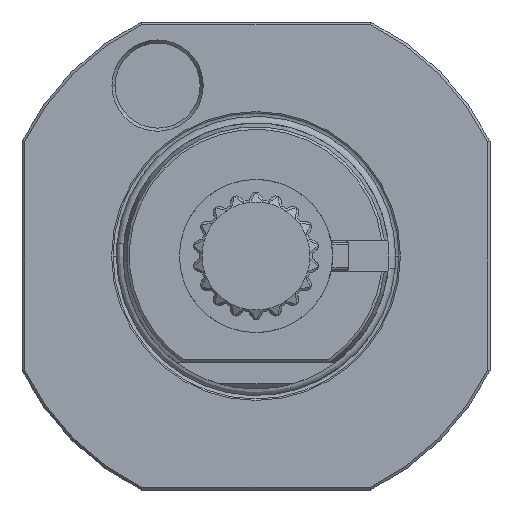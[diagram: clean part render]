
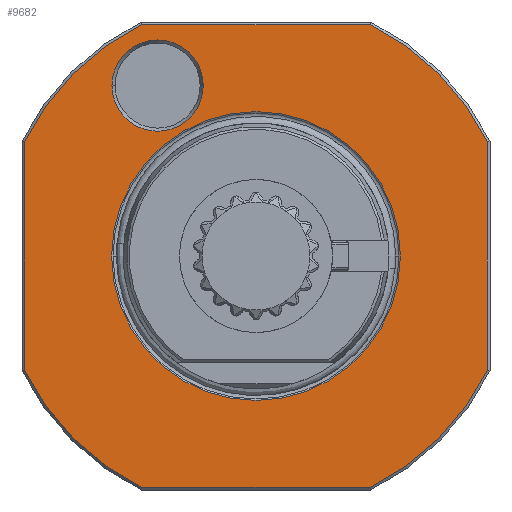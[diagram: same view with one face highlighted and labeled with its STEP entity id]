
A CAD part, left-side view. The second image highlights one B-rep face of the part: STEP entity #9682.
In plain terms, the highlighted planar face has unit normal (-1, 0, 0).
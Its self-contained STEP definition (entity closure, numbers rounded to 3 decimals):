
#206=CARTESIAN_POINT('',(-80.5,0.,0.));
#207=DIRECTION('',(1.,0.,0.));
#208=DIRECTION('',(0.,-0.897,-0.442));
#209=AXIS2_PLACEMENT_3D('',#206,#207,#208);
#211=DIRECTION('',(0.,-1.,0.));
#212=VECTOR('',#211,42.896);
#213=CARTESIAN_POINT('',(-80.5,21.448,-43.5));
#214=LINE('',#213,#212);
#215=CARTESIAN_POINT('',(-80.5,0.,0.));
#216=DIRECTION('',(1.,0.,0.));
#217=DIRECTION('',(0.,0.442,-0.897));
#218=AXIS2_PLACEMENT_3D('',#215,#216,#217);
#220=DIRECTION('',(0.,0.,-1.));
#221=VECTOR('',#220,42.896);
#222=CARTESIAN_POINT('',(-80.5,43.5,21.448));
#223=LINE('',#222,#221);
#224=CARTESIAN_POINT('',(-80.5,0.,0.));
#225=DIRECTION('',(1.,0.,0.));
#226=DIRECTION('',(0.,0.897,0.442));
#227=AXIS2_PLACEMENT_3D('',#224,#225,#226);
#229=DIRECTION('',(0.,1.,0.));
#230=VECTOR('',#229,42.896);
#231=CARTESIAN_POINT('',(-80.5,-21.448,43.5));
#232=LINE('',#231,#230);
#233=CARTESIAN_POINT('',(-80.5,0.,0.));
#234=DIRECTION('',(1.,0.,0.));
#235=DIRECTION('',(0.,-0.442,0.897));
#236=AXIS2_PLACEMENT_3D('',#233,#234,#235);
#238=DIRECTION('',(0.,0.,1.));
#239=VECTOR('',#238,42.896);
#240=CARTESIAN_POINT('',(-80.5,-43.5,
-21.448));
#241=LINE('',#240,#239);
#242=CARTESIAN_POINT('',(-80.5,0.,0.));
#243=DIRECTION('',(1.,0.,0.));
#244=DIRECTION('',(0.,-1.,0.));
#245=AXIS2_PLACEMENT_3D('',#242,#243,#244);
#247=CARTESIAN_POINT('',(-80.5,0.,0.));
#248=DIRECTION('',(1.,0.,0.));
#249=DIRECTION('',(0.,1.,0.));
#250=AXIS2_PLACEMENT_3D('',#247,#248,#249);
#252=CARTESIAN_POINT('',(-80.5,18.5,32.043));
#253=DIRECTION('',(1.,0.,0.));
#254=DIRECTION('',(0.,-1.,0.));
#255=AXIS2_PLACEMENT_3D('',#252,#253,#254);
#257=CARTESIAN_POINT('',(-80.5,18.5,32.043));
#258=DIRECTION('',(1.,0.,0.));
#259=DIRECTION('',(0.,1.,0.));
#260=AXIS2_PLACEMENT_3D('',#257,#258,#259);
#8618=CARTESIAN_POINT('',(-80.5,-27.15,0.));
#8619=CARTESIAN_POINT('',(-80.5,27.15,0.));
#8620=VERTEX_POINT('',#8618);
#8621=VERTEX_POINT('',#8619);
#8622=CARTESIAN_POINT('',(-80.5,9.923,32.043));
#8623=CARTESIAN_POINT('',(-80.5,27.077,32.043));
#8624=VERTEX_POINT('',#8622);
#8625=VERTEX_POINT('',#8623);
#8626=CARTESIAN_POINT('',(-80.5,-43.5,-21.448));
#8627=CARTESIAN_POINT('',(-80.5,-21.448,-43.5));
#8628=VERTEX_POINT('',#8626);
#8629=VERTEX_POINT('',#8627);
#8634=CARTESIAN_POINT('',(-80.5,-21.449,43.501));
#8635=CARTESIAN_POINT('',(-80.5,-43.501,21.449));
#8636=VERTEX_POINT('',#8634);
#8637=VERTEX_POINT('',#8635);
#8662=CARTESIAN_POINT('',(-80.5,43.501,21.449));
#8663=CARTESIAN_POINT('',(-80.5,21.449,43.501));
#8664=VERTEX_POINT('',#8662);
#8665=VERTEX_POINT('',#8663);
#8670=CARTESIAN_POINT('',(-80.5,21.448,-43.5));
#8671=CARTESIAN_POINT('',(-80.5,43.5,-21.448));
#8672=VERTEX_POINT('',#8670);
#8673=VERTEX_POINT('',#8671);
#9648=CARTESIAN_POINT('',(-80.5,0.,0.));
#9649=DIRECTION('',(-1.,0.,0.));
#9650=DIRECTION('',(0.,1.,0.));
#9651=AXIS2_PLACEMENT_3D('',#9648,#9649,#9650);
#9652=PLANE('',#9651);
#9654=ORIENTED_EDGE('',*,*,#9653,.T.);
#9656=ORIENTED_EDGE('',*,*,#9655,.F.);
#9658=ORIENTED_EDGE('',*,*,#9657,.T.);
#9660=ORIENTED_EDGE('',*,*,#9659,.F.);
#9662=ORIENTED_EDGE('',*,*,#9661,.T.);
#9664=ORIENTED_EDGE('',*,*,#9663,.F.);
#9665=ORIENTED_EDGE('',*,*,#9638,.T.);
#9667=ORIENTED_EDGE('',*,*,#9666,.F.);
#9668=EDGE_LOOP('',(#9654,#9656,#9658,#9660,#9662,#9664,#9665,#9667));
#9669=FACE_OUTER_BOUND('',#9668,.F.);
#9671=ORIENTED_EDGE('',*,*,#9670,.F.);
#9673=ORIENTED_EDGE('',*,*,#9672,.F.);
#9674=EDGE_LOOP('',(#9671,#9673));
#9675=FACE_BOUND('',#9674,.F.);
#9677=ORIENTED_EDGE('',*,*,#9676,.F.);
#9679=ORIENTED_EDGE('',*,*,#9678,.F.);
#9680=EDGE_LOOP('',(#9677,#9679));
#9681=FACE_BOUND('',#9680,.F.);
#210=CIRCLE('',#209,48.501);
#219=CIRCLE('',#218,48.501);
#228=CIRCLE('',#227,48.501);
#237=CIRCLE('',#236,48.501);
#246=CIRCLE('',#245,27.15);
#251=CIRCLE('',#250,27.15);
#256=CIRCLE('',#255,8.577);
#261=CIRCLE('',#260,8.577);
#9638=EDGE_CURVE('',#8636,#8637,#237,.T.);
#9653=EDGE_CURVE('',#8628,#8629,#210,.T.);
#9655=EDGE_CURVE('',#8672,#8629,#214,.T.);
#9657=EDGE_CURVE('',#8672,#8673,#219,.T.);
#9659=EDGE_CURVE('',#8664,#8673,#223,.T.);
#9661=EDGE_CURVE('',#8664,#8665,#228,.T.);
#9663=EDGE_CURVE('',#8636,#8665,#232,.T.);
#9666=EDGE_CURVE('',#8628,#8637,#241,.T.);
#9670=EDGE_CURVE('',#8620,#8621,#246,.T.);
#9672=EDGE_CURVE('',#8621,#8620,#251,.T.);
#9676=EDGE_CURVE('',#8624,#8625,#256,.T.);
#9678=EDGE_CURVE('',#8625,#8624,#261,.T.);
#9682=ADVANCED_FACE('',(#9669,#9675,#9681),#9652,.T.);
